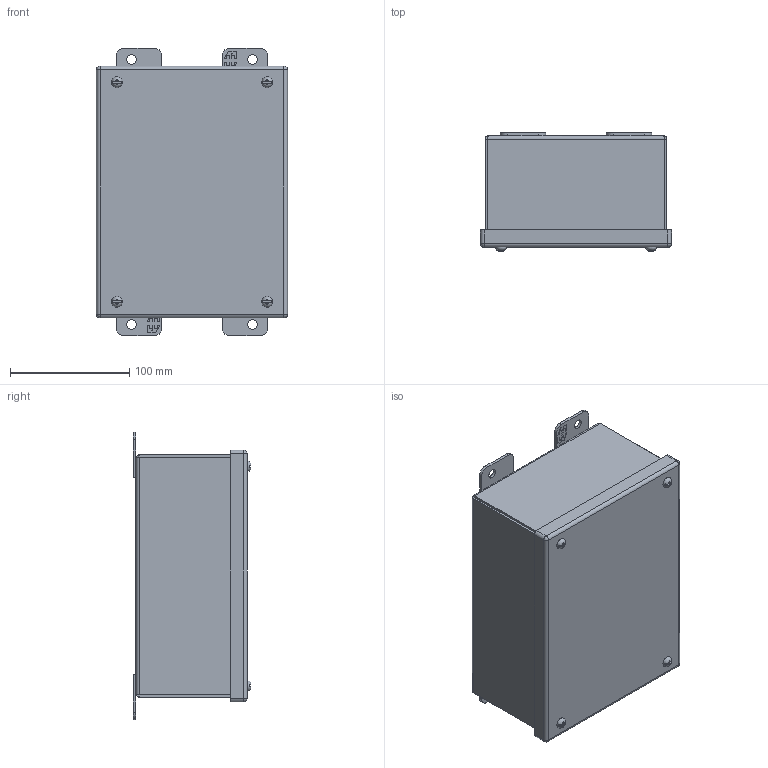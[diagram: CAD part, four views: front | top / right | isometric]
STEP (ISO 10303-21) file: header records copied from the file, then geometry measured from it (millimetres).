
FILE_DESCRIPTION (( 'STEP AP214' ), '1' );
FILE_NAME ('1414SCG.STEP', '2019-10-16T14:59:47', ( '' ), ( '' ), 'SwSTEP 2.0', 'SolidWorks 2019', '' );
FILE_SCHEMA (( 'AUTOMOTIVE_DESIGN' ));
Length unit declared in the file: inch
Products named in the file (1): 1414SCG
Bounding box: 160.3 x 98.92 x 241.3 mm (x, y, z)
Volume: 368408 mm3; surface area: 375819.1 mm2
Topology: 30 solids, 30 shells, 654 faces, 1605 edges, 1033 vertices
Faces by surface type: plane 450, cylinder 144, cone 24, bspline 24, sphere 8, torus 4
Full cylindrical faces by diameter (mm): 3.759 x4, 3.967 x5, 4.039 x4, 4.775 x1, 4.826 x4, 6.35 x9, 6.731 x4, 6.985 x4, 7.925 x4, 9.525 x5, 9.906 x4
Entity records: 28704 total; most frequent: CARTESIAN_POINT 5601, ORIENTED_EDGE 2966, DIRECTION 2936, EDGE_CURVE 1483, VECTOR 1076, LINE 1076, VERTEX_POINT 999, AXIS2_PLACEMENT_3D 930
